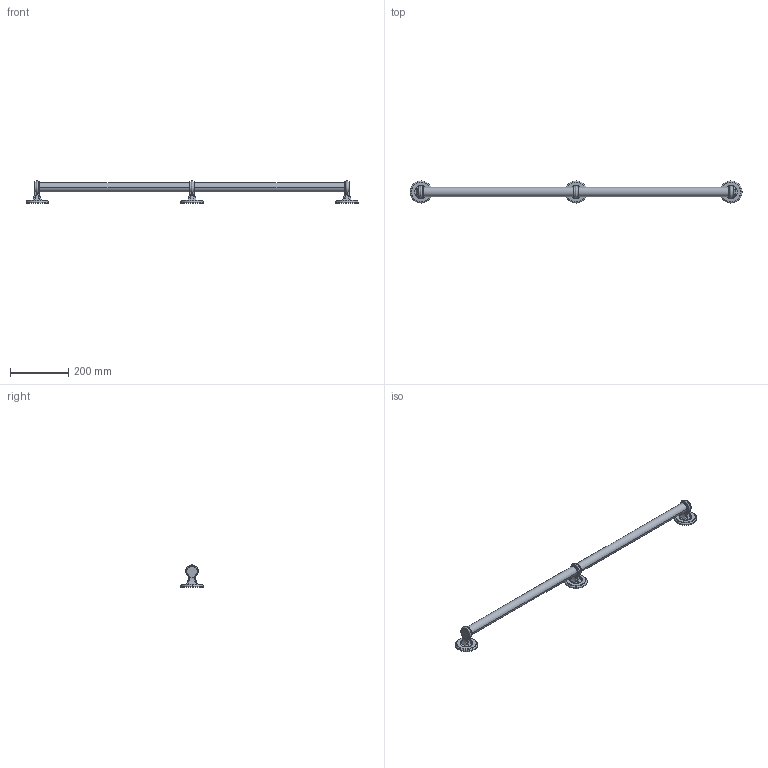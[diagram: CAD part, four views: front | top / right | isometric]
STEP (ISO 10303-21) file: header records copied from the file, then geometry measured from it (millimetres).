
FILE_DESCRIPTION((''),'2;1');
FILE_NAME('2766','2021-07-12T16:57:16',('jinson.thomas'),(''),'CREO PARAMETRIC BY PTC INC, 2018400','CREO PARAMETRIC BY PTC INC, 2018400','');
FILE_SCHEMA(('CONFIG_CONTROL_DESIGN'));
Length unit declared in the file: inch
Products named in the file (1): 2766
Bounding box: 1143 x 76.2 x 76.12 mm (x, y, z)
Volume: 1054443 mm3; surface area: 150603.7 mm2
Topology: 1 solids, 1 shells, 181 faces, 402 edges, 236 vertices
Faces by surface type: bspline 72, cylinder 58, plane 30, torus 21
Entity records: 8672 total; most frequent: CARTESIAN_POINT 5185, ORIENTED_EDGE 804, DIRECTION 530, EDGE_CURVE 402, VERTEX_POINT 236, AXIS2_PLACEMENT_3D 203, EDGE_LOOP 194, B_SPLINE_CURVE_WITH_KNOTS 184
